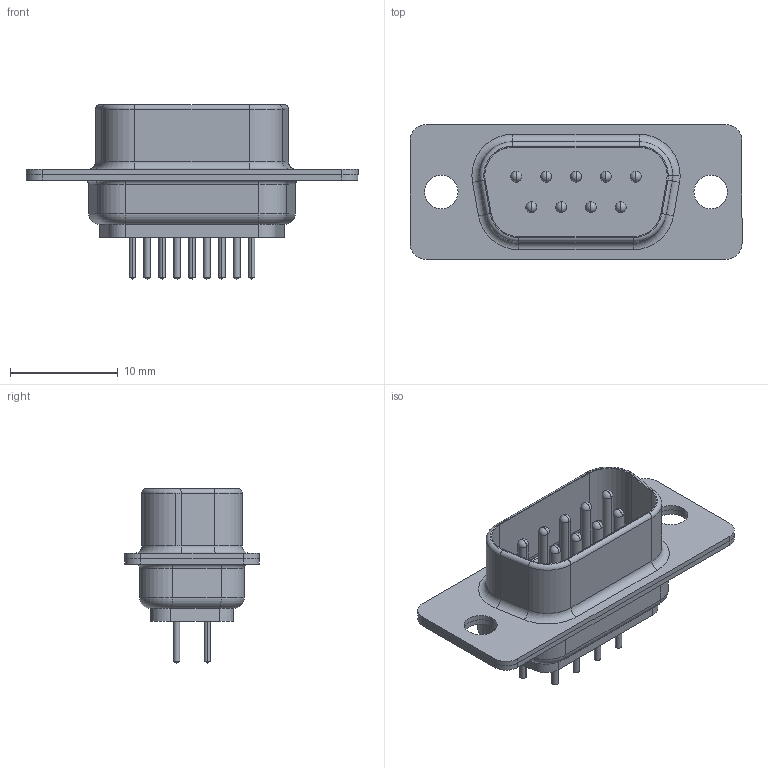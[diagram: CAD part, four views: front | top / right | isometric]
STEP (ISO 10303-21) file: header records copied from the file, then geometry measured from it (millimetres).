
FILE_DESCRIPTION (( 'STEP AP203' ), '1' );
FILE_NAME ('D-Sub-K122439003-Stig-Wahlstrom.step', '2004-09-23T10:47:00', ( 'System Administrator' ), ( 'Cevican' ), 'SwSTEP 2.0', 'SolidWorks 2002308', '' );
FILE_SCHEMA (( 'CONFIG_CONTROL_DESIGN' ));
Length unit declared in the file: millimetre
Products named in the file (4): D-Sub-K122439003-Stig-Wahlstrom; Shell-D-SUB-Male_Shell-D-Sub-9-15-Male; Insert-D-SUB-Male-S-09_Insert-D-Sub-9-STD-Male; Shell-Rear-D-SUB_Shell-Rear-D-Sub-9-15
Assembly tree (3 placements, depth 2):
  D-Sub-K122439003-Stig-Wahlstrom
    Insert-D-SUB-Male-S-09_Insert-D-Sub-9-STD-Male
    Shell-Rear-D-SUB_Shell-Rear-D-Sub-9-15
    Shell-D-SUB-Male_Shell-D-Sub-9-15-Male
Bounding box: 30.81 x 12.5 x 16.2 mm (x, y, z)
Volume: 1252.6 mm3; surface area: 2775.1 mm2
Topology: 3 solids, 3 shells, 230 faces, 570 edges, 330 vertices
Faces by surface type: cylinder 115, plane 44, torus 35, cone 18, sphere 18
Entity records: 6933 total; most frequent: DIRECTION 1287, CARTESIAN_POINT 1080, ORIENTED_EDGE 1048, AXIS2_PLACEMENT_3D 527, EDGE_CURVE 524, VERTEX_POINT 320, CIRCLE 291, EDGE_LOOP 262
